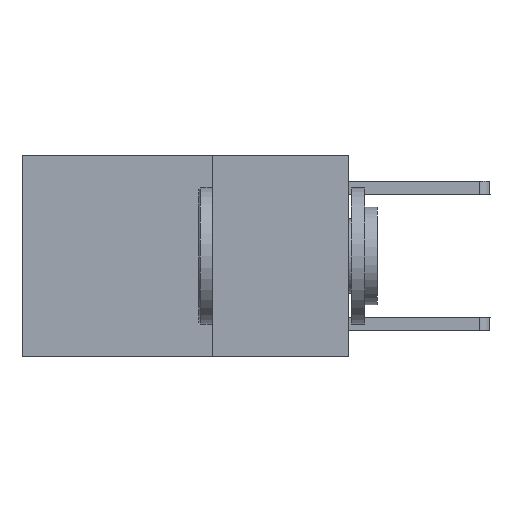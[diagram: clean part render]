
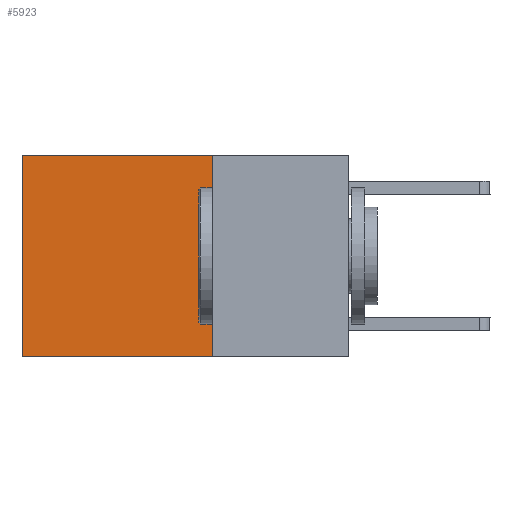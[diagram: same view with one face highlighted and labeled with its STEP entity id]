
A CAD part, left-side view. The second image highlights one B-rep face of the part: STEP entity #5923.
In plain terms, the highlighted planar face has unit normal (-1, 0, 0).
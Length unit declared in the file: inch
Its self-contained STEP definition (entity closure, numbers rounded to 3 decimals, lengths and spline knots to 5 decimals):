
#199 = ORIENTED_EDGE ( 'NONE', *, *, #1159, .F. ) ;
#1159 = EDGE_CURVE ( 'NONE', #8134, #2923, #2301, .T. ) ;
#1323 = CARTESIAN_POINT ( 'NONE',  ( 0.2625, 0.25, 0. ) ) ;
#1748 = ORIENTED_EDGE ( 'NONE', *, *, #2046, .T. ) ;
#1773 = EDGE_CURVE ( 'NONE', #9266, #10947, #2700, .T. ) ;
#1809 = VECTOR ( 'NONE', #6098, 39.37008 ) ;
#1817 = ORIENTED_EDGE ( 'NONE', *, *, #2013, .F. ) ;
#1862 = CARTESIAN_POINT ( 'NONE',  ( 0.2625, 0.6, -0.37 ) ) ;
#1883 = VECTOR ( 'NONE', #10747, 39.37008 ) ;
#2013 = EDGE_CURVE ( 'NONE', #2923, #10947, #4978, .T. ) ;
#2046 = EDGE_CURVE ( 'NONE', #8134, #9266, #7086, .T. ) ;
#2066 = AXIS2_PLACEMENT_3D ( 'NONE', #3020, #4031, #5024 ) ;
#2301 = LINE ( 'NONE', #1323, #1809 ) ;
#2700 = LINE ( 'NONE', #9209, #3695 ) ;
#2923 = VERTEX_POINT ( 'NONE', #7625 ) ;
#2964 = FACE_OUTER_BOUND ( 'NONE', #11835, .T. ) ;
#3020 = CARTESIAN_POINT ( 'NONE',  ( 0.2625, 0.25, 0. ) ) ;
#3629 = DIRECTION ( 'NONE',  ( 0., 0., -1. ) ) ;
#3695 = VECTOR ( 'NONE', #3629, 39.37008 ) ;
#3810 = ORIENTED_EDGE ( 'NONE', *, *, #1773, .T. ) ;
#4031 = DIRECTION ( 'NONE',  ( 1., 0., 0. ) ) ;
#4655 = CARTESIAN_POINT ( 'NONE',  ( 0.2625, 0.6, 0. ) ) ;
#4978 = LINE ( 'NONE', #5925, #1883 ) ;
#5024 = DIRECTION ( 'NONE',  ( 0., 0., -1. ) ) ;
#5923 = ADVANCED_FACE ( 'NONE', ( #2964 ), #6941, .F. ) ;
#5925 = CARTESIAN_POINT ( 'NONE',  ( 0.2625, 0.25, -0.37 ) ) ;
#6098 = DIRECTION ( 'NONE',  ( 0., 0., -1. ) ) ;
#6941 = PLANE ( 'NONE',  #2066 ) ;
#7086 = LINE ( 'NONE', #9829, #10508 ) ;
#7625 = CARTESIAN_POINT ( 'NONE',  ( 0.2625, 0.25, -0.37 ) ) ;
#8134 = VERTEX_POINT ( 'NONE', #11169 ) ;
#9209 = CARTESIAN_POINT ( 'NONE',  ( 0.2625, 0.6, 0. ) ) ;
#9266 = VERTEX_POINT ( 'NONE', #4655 ) ;
#9829 = CARTESIAN_POINT ( 'NONE',  ( 0.2625, 0.25, 0. ) ) ;
#10508 = VECTOR ( 'NONE', #10874, 39.37008 ) ;
#10747 = DIRECTION ( 'NONE',  ( 0., 1., 0. ) ) ;
#10874 = DIRECTION ( 'NONE',  ( 0., 1., 0. ) ) ;
#10947 = VERTEX_POINT ( 'NONE', #1862 ) ;
#11169 = CARTESIAN_POINT ( 'NONE',  ( 0.2625, 0.25, 0. ) ) ;
#11835 = EDGE_LOOP ( 'NONE', ( #3810, #1817, #199, #1748 ) ) ;
